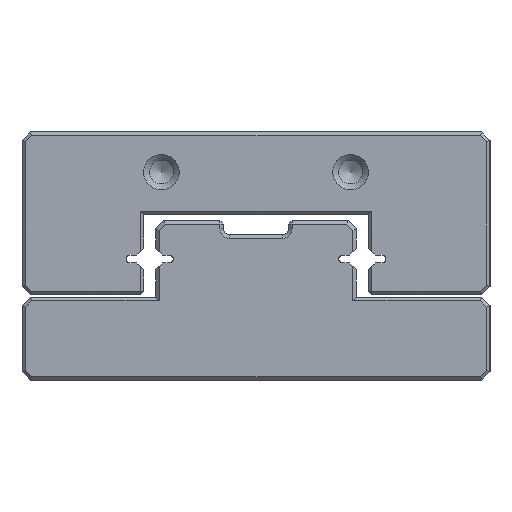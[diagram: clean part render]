
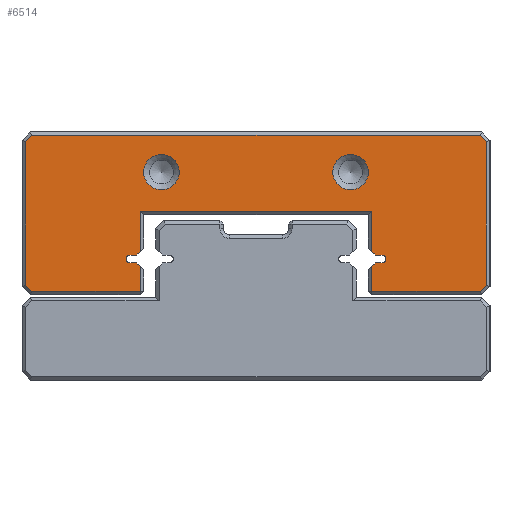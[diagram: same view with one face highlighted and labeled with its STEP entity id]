
A CAD part, left-side view. The second image highlights one B-rep face of the part: STEP entity #6514.
In plain terms, the highlighted planar face has unit normal (-1, 0, 0).
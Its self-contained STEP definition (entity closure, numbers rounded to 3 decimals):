
#5263=FACE_BOUND('',#10275,.T.);
#5264=FACE_BOUND('',#10276,.T.);
#5265=FACE_BOUND('',#10277,.T.);
#5935=CIRCLE('',#28629,0.333);
#5958=CIRCLE('',#28660,0.333);
#5962=CIRCLE('',#28670,1.5);
#5963=CIRCLE('',#28671,1.5);
#6514=ADVANCED_FACE('',(#5263,#5264,#5265),#7836,.T.);
#7836=PLANE('',#28672);
#10275=EDGE_LOOP('',(#13598,#13599,#13600,#13601,#13602,#13603,#13604,#13605,
#13606,#13607,#13608,#13609,#13610,#13611,#13612,#13613,#13614,#13615,#13616,
#13617,#13618,#13619,#13620,#13621));
#10276=EDGE_LOOP('',(#13622));
#10277=EDGE_LOOP('',(#13623));
#13598=ORIENTED_EDGE('',*,*,#21362,.F.);
#13599=ORIENTED_EDGE('',*,*,#21401,.T.);
#13600=ORIENTED_EDGE('',*,*,#21402,.T.);
#13601=ORIENTED_EDGE('',*,*,#21403,.T.);
#13602=ORIENTED_EDGE('',*,*,#21327,.F.);
#13603=ORIENTED_EDGE('',*,*,#21321,.F.);
#13604=ORIENTED_EDGE('',*,*,#21318,.F.);
#13605=ORIENTED_EDGE('',*,*,#21315,.F.);
#13606=ORIENTED_EDGE('',*,*,#21313,.F.);
#13607=ORIENTED_EDGE('',*,*,#21404,.T.);
#13608=ORIENTED_EDGE('',*,*,#21405,.T.);
#13609=ORIENTED_EDGE('',*,*,#21406,.T.);
#13610=ORIENTED_EDGE('',*,*,#21407,.T.);
#13611=ORIENTED_EDGE('',*,*,#21408,.T.);
#13612=ORIENTED_EDGE('',*,*,#21409,.T.);
#13613=ORIENTED_EDGE('',*,*,#21410,.T.);
#13614=ORIENTED_EDGE('',*,*,#21411,.T.);
#13615=ORIENTED_EDGE('',*,*,#21412,.T.);
#13616=ORIENTED_EDGE('',*,*,#21413,.T.);
#13617=ORIENTED_EDGE('',*,*,#21414,.T.);
#13618=ORIENTED_EDGE('',*,*,#21376,.F.);
#13619=ORIENTED_EDGE('',*,*,#21370,.F.);
#13620=ORIENTED_EDGE('',*,*,#21367,.F.);
#13621=ORIENTED_EDGE('',*,*,#21364,.F.);
#13622=ORIENTED_EDGE('',*,*,#21415,.T.);
#13623=ORIENTED_EDGE('',*,*,#21416,.T.);
#18897=VERTEX_POINT('',#38517);
#18898=VERTEX_POINT('',#38519);
#18899=VERTEX_POINT('',#38523);
#18901=VERTEX_POINT('',#38529);
#18903=VERTEX_POINT('',#38535);
#18908=VERTEX_POINT('',#38547);
#18938=VERTEX_POINT('',#38615);
#18939=VERTEX_POINT('',#38617);
#18940=VERTEX_POINT('',#38621);
#18942=VERTEX_POINT('',#38627);
#18944=VERTEX_POINT('',#38633);
#18949=VERTEX_POINT('',#38645);
#18970=VERTEX_POINT('',#38695);
#18971=VERTEX_POINT('',#38697);
#18972=VERTEX_POINT('',#38700);
#18973=VERTEX_POINT('',#38702);
#18974=VERTEX_POINT('',#38704);
#18975=VERTEX_POINT('',#38706);
#18976=VERTEX_POINT('',#38708);
#18977=VERTEX_POINT('',#38710);
#18978=VERTEX_POINT('',#38712);
#18979=VERTEX_POINT('',#38714);
#18980=VERTEX_POINT('',#38716);
#18981=VERTEX_POINT('',#38718);
#18982=VERTEX_POINT('',#38721);
#18983=VERTEX_POINT('',#38723);
#21313=EDGE_CURVE('',#18897,#18898,#24109,.T.);
#21315=EDGE_CURVE('',#18898,#18899,#24111,.T.);
#21318=EDGE_CURVE('',#18899,#18901,#5935,.T.);
#21321=EDGE_CURVE('',#18901,#18903,#24115,.T.);
#21327=EDGE_CURVE('',#18903,#18908,#24121,.T.);
#21362=EDGE_CURVE('',#18938,#18939,#24135,.T.);
#21364=EDGE_CURVE('',#18939,#18940,#24137,.T.);
#21367=EDGE_CURVE('',#18940,#18942,#5958,.T.);
#21370=EDGE_CURVE('',#18942,#18944,#24141,.T.);
#21376=EDGE_CURVE('',#18944,#18949,#24147,.T.);
#21401=EDGE_CURVE('',#18938,#18970,#24170,.T.);
#21402=EDGE_CURVE('',#18970,#18971,#24171,.T.);
#21403=EDGE_CURVE('',#18971,#18908,#24172,.T.);
#21404=EDGE_CURVE('',#18897,#18972,#24173,.T.);
#21405=EDGE_CURVE('',#18972,#18973,#24174,.T.);
#21406=EDGE_CURVE('',#18973,#18974,#24175,.T.);
#21407=EDGE_CURVE('',#18974,#18975,#24176,.T.);
#21408=EDGE_CURVE('',#18975,#18976,#24177,.T.);
#21409=EDGE_CURVE('',#18976,#18977,#24178,.T.);
#21410=EDGE_CURVE('',#18977,#18978,#24179,.T.);
#21411=EDGE_CURVE('',#18978,#18979,#24180,.T.);
#21412=EDGE_CURVE('',#18979,#18980,#24181,.T.);
#21413=EDGE_CURVE('',#18980,#18981,#24182,.T.);
#21414=EDGE_CURVE('',#18981,#18949,#24183,.T.);
#21415=EDGE_CURVE('',#18982,#18982,#5962,.T.);
#21416=EDGE_CURVE('',#18983,#18983,#5963,.T.);
#24109=LINE('',#38518,#26509);
#24111=LINE('',#38522,#26511);
#24115=LINE('',#38534,#26515);
#24121=LINE('',#38546,#26521);
#24135=LINE('',#38616,#26535);
#24137=LINE('',#38620,#26537);
#24141=LINE('',#38632,#26541);
#24147=LINE('',#38644,#26547);
#24170=LINE('',#38694,#26570);
#24171=LINE('',#38696,#26571);
#24172=LINE('',#38698,#26572);
#24173=LINE('',#38699,#26573);
#24174=LINE('',#38701,#26574);
#24175=LINE('',#38703,#26575);
#24176=LINE('',#38705,#26576);
#24177=LINE('',#38707,#26577);
#24178=LINE('',#38709,#26578);
#24179=LINE('',#38711,#26579);
#24180=LINE('',#38713,#26580);
#24181=LINE('',#38715,#26581);
#24182=LINE('',#38717,#26582);
#24183=LINE('',#38719,#26583);
#26509=VECTOR('',#31741,1.);
#26511=VECTOR('',#31745,1.);
#26515=VECTOR('',#31757,1.);
#26521=VECTOR('',#31765,1.);
#26535=VECTOR('',#31829,1.);
#26537=VECTOR('',#31833,1.);
#26541=VECTOR('',#31845,1.);
#26547=VECTOR('',#31853,1.);
#26570=VECTOR('',#31888,1.);
#26571=VECTOR('',#31889,1.);
#26572=VECTOR('',#31890,1.);
#26573=VECTOR('',#31891,1.);
#26574=VECTOR('',#31892,1.);
#26575=VECTOR('',#31893,1.);
#26576=VECTOR('',#31894,1.);
#26577=VECTOR('',#31895,1.);
#26578=VECTOR('',#31896,1.);
#26579=VECTOR('',#31897,1.);
#26580=VECTOR('',#31898,1.);
#26581=VECTOR('',#31899,1.);
#26582=VECTOR('',#31900,1.);
#26583=VECTOR('',#31901,1.);
#28629=AXIS2_PLACEMENT_3D('',#38528,#31750,#31751);
#28660=AXIS2_PLACEMENT_3D('',#38626,#31838,#31839);
#28670=AXIS2_PLACEMENT_3D('',#38720,#31902,#31903);
#28671=AXIS2_PLACEMENT_3D('',#38722,#31904,#31905);
#28672=AXIS2_PLACEMENT_3D('',#38724,#31906,#31907);
#31741=DIRECTION('',(0.,-0.707,0.707));
#31745=DIRECTION('',(0.,-1.,0.));
#31750=DIRECTION('',(-1.,0.,0.));
#31751=DIRECTION('',(0.,0.,-1.));
#31757=DIRECTION('',(0.,1.,0.));
#31765=DIRECTION('',(0.,0.707,0.707));
#31829=DIRECTION('',(0.,0.707,-0.707));
#31833=DIRECTION('',(0.,1.,0.));
#31838=DIRECTION('',(-1.,0.,0.));
#31839=DIRECTION('',(0.,0.,1.));
#31845=DIRECTION('',(0.,-1.,0.));
#31853=DIRECTION('',(0.,-0.707,-0.707));
#31888=DIRECTION('',(0.,0.,1.));
#31889=DIRECTION('',(0.,-1.,0.));
#31890=DIRECTION('',(0.,0.,-1.));
#31891=DIRECTION('',(0.,0.,-1.));
#31892=DIRECTION('',(0.,-1.,0.));
#31893=DIRECTION('',(0.,-0.707,0.707));
#31894=DIRECTION('',(0.,0.,1.));
#31895=DIRECTION('',(0.,0.707,0.707));
#31896=DIRECTION('',(0.,1.,0.));
#31897=DIRECTION('',(0.,0.707,-0.707));
#31898=DIRECTION('',(0.,0.,-1.));
#31899=DIRECTION('',(0.,-0.707,-0.707));
#31900=DIRECTION('',(0.,-1.,0.));
#31901=DIRECTION('',(0.,0.,1.));
#31902=DIRECTION('',(1.,0.,0.));
#31903=DIRECTION('',(0.,0.,-1.));
#31904=DIRECTION('',(1.,0.,0.));
#31905=DIRECTION('',(0.,0.,-1.));
#31906=DIRECTION('',(-1.,0.,0.));
#31907=DIRECTION('',(0.,0.,-1.));
#38517=CARTESIAN_POINT('',(80.,10.,9.636));
#38518=CARTESIAN_POINT('',(80.,10.3,9.336));
#38519=CARTESIAN_POINT('',(80.,9.719,9.917));
#38522=CARTESIAN_POINT('',(80.,9.719,9.917));
#38523=CARTESIAN_POINT('',(80.,9.133,9.917));
#38528=CARTESIAN_POINT('',(80.,9.133,10.25));
#38529=CARTESIAN_POINT('',(80.,9.133,10.583));
#38534=CARTESIAN_POINT('',(80.,9.133,10.583));
#38535=CARTESIAN_POINT('',(80.,9.719,10.583));
#38546=CARTESIAN_POINT('',(80.,9.719,10.583));
#38547=CARTESIAN_POINT('',(80.,10.,10.864));
#38615=CARTESIAN_POINT('',(80.,29.6,10.864));
#38616=CARTESIAN_POINT('',(80.,29.3,11.164));
#38617=CARTESIAN_POINT('',(80.,29.881,10.583));
#38620=CARTESIAN_POINT('',(80.,29.881,10.583));
#38621=CARTESIAN_POINT('',(80.,30.467,10.583));
#38626=CARTESIAN_POINT('',(80.,30.467,10.25));
#38627=CARTESIAN_POINT('',(80.,30.467,9.917));
#38632=CARTESIAN_POINT('',(80.,30.467,9.917));
#38633=CARTESIAN_POINT('',(80.,29.881,9.917));
#38644=CARTESIAN_POINT('',(80.,29.881,9.917));
#38645=CARTESIAN_POINT('',(80.,29.6,9.636));
#38694=CARTESIAN_POINT('',(80.,29.6,14.));
#38695=CARTESIAN_POINT('',(80.,29.6,14.3));
#38696=CARTESIAN_POINT('',(80.,10.3,14.3));
#38697=CARTESIAN_POINT('',(80.,10.,14.3));
#38698=CARTESIAN_POINT('',(80.,10.,11.164));
#38699=CARTESIAN_POINT('',(80.,10.,7.2));
#38700=CARTESIAN_POINT('',(80.,10.,7.5));
#38701=CARTESIAN_POINT('',(80.,0.7,7.5));
#38702=CARTESIAN_POINT('',(80.,0.824,7.5));
#38703=CARTESIAN_POINT('',(80.,3.604,4.72));
#38704=CARTESIAN_POINT('',(80.,0.3,8.024));
#38705=CARTESIAN_POINT('',(80.,0.3,20.3));
#38706=CARTESIAN_POINT('',(80.,0.3,20.176));
#38707=CARTESIAN_POINT('',(80.,-0.246,19.63));
#38708=CARTESIAN_POINT('',(80.,0.824,20.7));
#38709=CARTESIAN_POINT('',(80.,38.9,20.7));
#38710=CARTESIAN_POINT('',(80.,38.776,20.7));
#38711=CARTESIAN_POINT('',(80.,29.18,30.296));
#38712=CARTESIAN_POINT('',(80.,39.3,20.176));
#38713=CARTESIAN_POINT('',(80.,39.3,7.9));
#38714=CARTESIAN_POINT('',(80.,39.3,8.024));
#38715=CARTESIAN_POINT('',(80.,25.33,-5.946));
#38716=CARTESIAN_POINT('',(80.,38.776,7.5));
#38717=CARTESIAN_POINT('',(80.,29.3,7.5));
#38718=CARTESIAN_POINT('',(80.,29.6,7.5));
#38719=CARTESIAN_POINT('',(80.,29.6,9.336));
#38720=CARTESIAN_POINT('',(80.,11.8,17.6));
#38721=CARTESIAN_POINT('',(80.,11.8,16.1));
#38722=CARTESIAN_POINT('',(80.,27.8,17.6));
#38723=CARTESIAN_POINT('',(80.,27.8,16.1));
#38724=CARTESIAN_POINT('',(80.,9.133,10.25));
